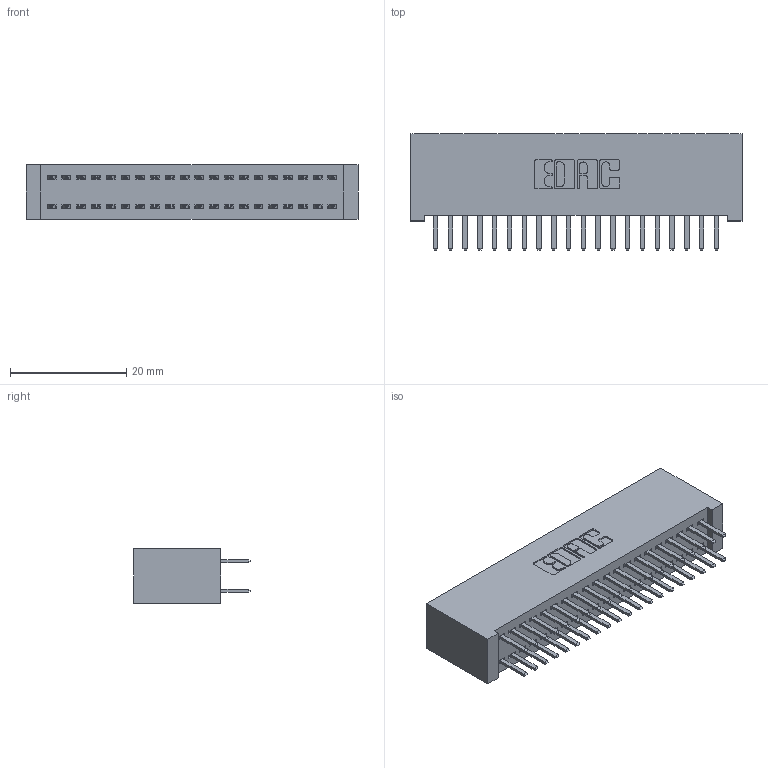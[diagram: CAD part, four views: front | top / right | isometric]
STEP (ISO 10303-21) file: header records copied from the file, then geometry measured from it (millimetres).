
FILE_DESCRIPTION (( 'STEP AP203' ), '1' );
FILE_NAME ('392-040-520-201.STEP', '2018-08-16T11:46:40', ( '' ), ( '' ), 'SwSTEP 2.0', 'SolidWorks 2016', '' );
FILE_SCHEMA (( 'CONFIG_CONTROL_DESIGN' ));
Length unit declared in the file: inch
Products named in the file (3): 342 Part_Lugless; 345-292-001_345-293-120; 392-040-520-201
Assembly tree (41 placements, depth 2):
  392-040-520-201
    342 Part_Lugless
    345-292-001_345-293-120  x40
Bounding box: 57.05 x 20.02 x 9.4 mm (x, y, z)
Volume: 5443.6 mm3; surface area: 8723.4 mm2
Topology: 41 solids, 41 shells, 2342 faces, 6795 edges, 4422 vertices
Faces by surface type: plane 1582, cylinder 760
Entity records: 15417 total; most frequent: CARTESIAN_POINT 2590, ORIENTED_EDGE 2514, DIRECTION 2233, EDGE_CURVE 1257, VECTOR 1133, LINE 1133, VERTEX_POINT 834, AXIS2_PLACEMENT_3D 550
